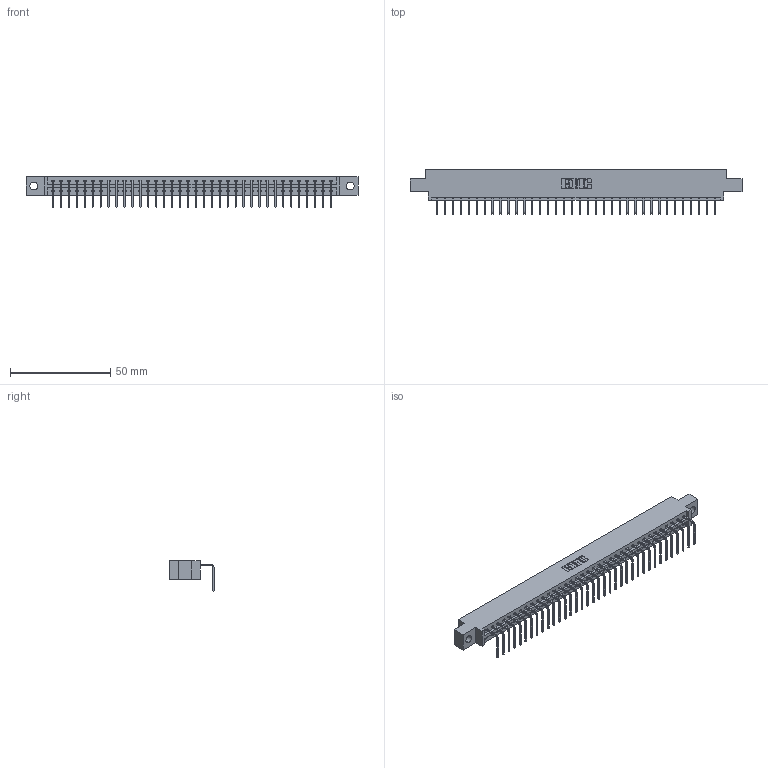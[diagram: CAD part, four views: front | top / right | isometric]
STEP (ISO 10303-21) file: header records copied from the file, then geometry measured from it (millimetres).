
FILE_DESCRIPTION (( 'STEP AP203' ), '1' );
FILE_NAME ('387-036-558-604.STEP', '2019-10-07T20:41:52', ( '' ), ( '' ), 'SwSTEP 2.0', 'SolidWorks 2016', '' );
FILE_SCHEMA (( 'CONFIG_CONTROL_DESIGN' ));
Length unit declared in the file: inch
Products named in the file (3): 387-036-558-604; 345-292-001_558 Tail - 2; 337 Part_0.170 Offset - 0.156 Dia-TH
Assembly tree (37 placements, depth 2):
  387-036-558-604
    337 Part_0.170 Offset - 0.156 Dia-TH
    345-292-001_558 Tail - 2  x36
Bounding box: 165.66 x 22.17 x 15.37 mm (x, y, z)
Volume: 17057 mm3; surface area: 18221.1 mm2
Topology: 37 solids, 37 shells, 2422 faces, 7307 edges, 4822 vertices
Faces by surface type: plane 1802, cylinder 620
Entity records: 27755 total; most frequent: CARTESIAN_POINT 4842, ORIENTED_EDGE 4814, DIRECTION 4087, EDGE_CURVE 2407, LINE 2279, VECTOR 2279, VERTEX_POINT 1602, AXIS2_PLACEMENT_3D 904
